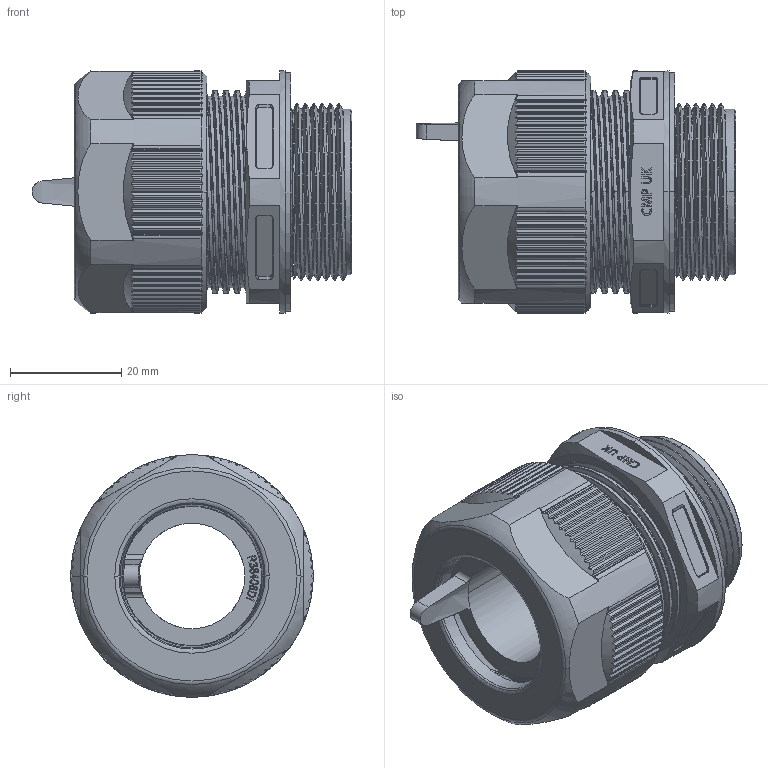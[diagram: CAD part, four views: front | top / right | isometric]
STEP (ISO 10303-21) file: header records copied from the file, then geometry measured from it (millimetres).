
FILE_DESCRIPTION (( 'STEP AP203' ), '1' );
FILE_NAME ('32DTSPE1TA.STEP', '2020-07-28T13:20:52', ( '' ), ( '' ), 'SwSTEP 2.0', 'SolidWorks 2017', '' );
FILE_SCHEMA (( 'CONFIG_CONTROL_DESIGN' ));
Length unit declared in the file: millimetre
Products named in the file (1): 32DTSPE1TA
Bounding box: 57.5 x 43.6 x 43.6 mm (x, y, z)
Surface area: 18138.7 mm2 (no closed solid volume)
Topology: 0 solids, 16 shells, 766 faces, 2577 edges, 1813 vertices
Faces by surface type: plane 309, cylinder 262, bspline 150, cone 33, torus 12
Entity records: 62968 total; most frequent: CARTESIAN_POINT 43428, ORIENTED_EDGE 4500, DIRECTION 2981, EDGE_CURVE 2577, VERTEX_POINT 1813, B_SPLINE_CURVE_WITH_KNOTS 1070, VECTOR 1029, LINE 1029
